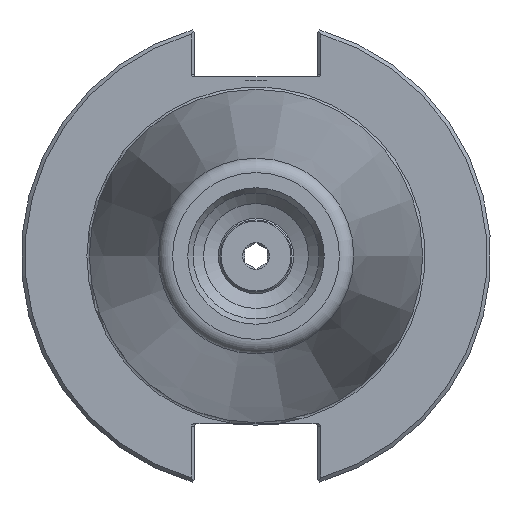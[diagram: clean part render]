
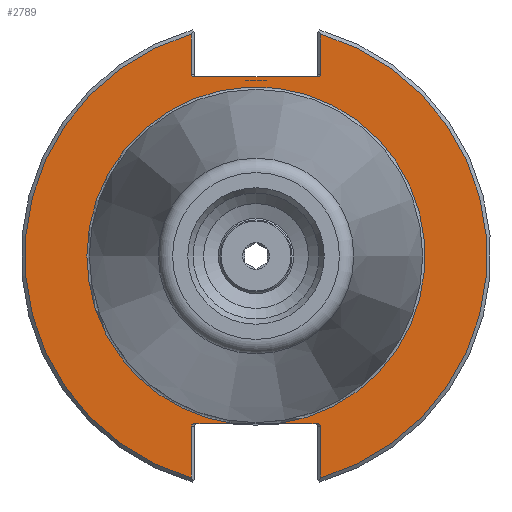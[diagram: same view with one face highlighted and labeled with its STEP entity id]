
A CAD part, left-side view. The second image highlights one B-rep face of the part: STEP entity #2789.
In plain terms, the highlighted planar face has unit normal (-1, 0, 0).
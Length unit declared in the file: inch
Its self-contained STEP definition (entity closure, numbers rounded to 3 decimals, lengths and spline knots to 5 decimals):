
#153=ELLIPSE('',#3000,0.02828,0.02);
#154=ELLIPSE('',#3002,0.02828,0.02);
#155=ELLIPSE('',#3003,0.02828,0.02);
#156=ELLIPSE('',#3005,0.02828,0.02);
#172=LINE('',#4140,#316);
#173=LINE('',#4144,#317);
#174=LINE('',#4148,#318);
#175=LINE('',#4152,#319);
#176=LINE('',#4156,#320);
#177=LINE('',#4160,#321);
#178=LINE('',#4163,#322);
#316=VECTOR('',#3363,0.32163);
#317=VECTOR('',#3366,0.42867);
#318=VECTOR('',#3369,0.33367);
#319=VECTOR('',#3372,1.00843);
#320=VECTOR('',#3375,0.33367);
#321=VECTOR('',#3378,0.42867);
#322=VECTOR('',#3381,0.32163);
#557=PLANE('',#2999);
#697=FACE_OUTER_BOUND('',#895,.T.);
#895=EDGE_LOOP('',(#1927,#1928,#1929,#1930,#1931,#1932,#1933,#1934,#1935,
#1936,#1937,#1938,#1939,#1940));
#1115=CIRCLE('',#2997,1.395);
#1117=CIRCLE('',#3001,1.9075);
#1118=CIRCLE('',#3004,1.9075);
#1239=VERTEX_POINT('',#4122);
#1240=VERTEX_POINT('',#4123);
#1242=VERTEX_POINT('',#4139);
#1243=VERTEX_POINT('',#4141);
#1244=VERTEX_POINT('',#4143);
#1245=VERTEX_POINT('',#4145);
#1246=VERTEX_POINT('',#4147);
#1247=VERTEX_POINT('',#4149);
#1248=VERTEX_POINT('',#4151);
#1249=VERTEX_POINT('',#4153);
#1250=VERTEX_POINT('',#4155);
#1251=VERTEX_POINT('',#4157);
#1252=VERTEX_POINT('',#4159);
#1253=VERTEX_POINT('',#4161);
#1512=EDGE_CURVE('',#1239,#1240,#1115,.T.);
#1514=EDGE_CURVE('',#1242,#1239,#172,.T.);
#1515=EDGE_CURVE('',#1243,#1242,#153,.T.);
#1516=EDGE_CURVE('',#1244,#1243,#173,.T.);
#1517=EDGE_CURVE('',#1245,#1244,#1117,.T.);
#1518=EDGE_CURVE('',#1246,#1245,#174,.T.);
#1519=EDGE_CURVE('',#1247,#1246,#154,.T.);
#1520=EDGE_CURVE('',#1248,#1247,#175,.T.);
#1521=EDGE_CURVE('',#1249,#1248,#155,.T.);
#1522=EDGE_CURVE('',#1250,#1249,#176,.T.);
#1523=EDGE_CURVE('',#1251,#1250,#1118,.T.);
#1524=EDGE_CURVE('',#1252,#1251,#177,.T.);
#1525=EDGE_CURVE('',#1253,#1252,#156,.T.);
#1526=EDGE_CURVE('',#1240,#1253,#178,.T.);
#1927=ORIENTED_EDGE('',*,*,#1512,.F.);
#1928=ORIENTED_EDGE('',*,*,#1514,.F.);
#1929=ORIENTED_EDGE('',*,*,#1515,.F.);
#1930=ORIENTED_EDGE('',*,*,#1516,.F.);
#1931=ORIENTED_EDGE('',*,*,#1517,.F.);
#1932=ORIENTED_EDGE('',*,*,#1518,.F.);
#1933=ORIENTED_EDGE('',*,*,#1519,.F.);
#1934=ORIENTED_EDGE('',*,*,#1520,.F.);
#1935=ORIENTED_EDGE('',*,*,#1521,.F.);
#1936=ORIENTED_EDGE('',*,*,#1522,.F.);
#1937=ORIENTED_EDGE('',*,*,#1523,.F.);
#1938=ORIENTED_EDGE('',*,*,#1524,.F.);
#1939=ORIENTED_EDGE('',*,*,#1525,.F.);
#1940=ORIENTED_EDGE('',*,*,#1526,.F.);
#2789=ADVANCED_FACE('',(#697),#557,.T.);
#2997=AXIS2_PLACEMENT_3D('',#4135,#3357,#3358);
#2999=AXIS2_PLACEMENT_3D('',#4138,#3361,#3362);
#3000=AXIS2_PLACEMENT_3D('',#4142,#3364,#3365);
#3001=AXIS2_PLACEMENT_3D('',#4146,#3367,#3368);
#3002=AXIS2_PLACEMENT_3D('',#4150,#3370,#3371);
#3003=AXIS2_PLACEMENT_3D('',#4154,#3373,#3374);
#3004=AXIS2_PLACEMENT_3D('',#4158,#3376,#3377);
#3005=AXIS2_PLACEMENT_3D('',#4162,#3379,#3380);
#3357=DIRECTION('center_axis',(-1.,0.,0.));
#3358=DIRECTION('ref_axis',(0.,-1.,0.));
#3361=DIRECTION('center_axis',(-1.,0.,0.));
#3362=DIRECTION('ref_axis',(0.,0.,1.));
#3363=DIRECTION('',(0.,1.,0.));
#3364=DIRECTION('center_axis',(-1.,0.,0.));
#3365=DIRECTION('ref_axis',(0.,-1.,0.));
#3366=DIRECTION('',(0.,0.,1.));
#3367=DIRECTION('center_axis',(1.,0.,0.));
#3368=DIRECTION('ref_axis',(0.,-1.,0.));
#3369=DIRECTION('',(0.,0.,1.));
#3370=DIRECTION('center_axis',(-1.,0.,0.));
#3371=DIRECTION('ref_axis',(0.,-1.,0.));
#3372=DIRECTION('',(0.,-1.,0.));
#3373=DIRECTION('center_axis',(-1.,0.,0.));
#3374=DIRECTION('ref_axis',(0.,1.,0.));
#3375=DIRECTION('',(0.,0.,-1.));
#3376=DIRECTION('center_axis',(1.,0.,0.));
#3377=DIRECTION('ref_axis',(0.,1.,0.));
#3378=DIRECTION('',(0.,0.,-1.));
#3379=DIRECTION('center_axis',(-1.,0.,0.));
#3380=DIRECTION('ref_axis',(0.,1.,0.));
#3381=DIRECTION('',(0.,1.,0.));
#4122=CARTESIAN_POINT('',(0.125,-0.18258,-1.383));
#4123=CARTESIAN_POINT('',(0.125,0.18258,-1.383));
#4135=CARTESIAN_POINT('Origin',(0.125,0.,0.));
#4138=CARTESIAN_POINT('Origin',(0.125,1.65625,0.));
#4139=CARTESIAN_POINT('',(0.125,-0.50422,-1.383));
#4140=CARTESIAN_POINT('',(0.125,0.82813,-1.383));
#4141=CARTESIAN_POINT('',(0.125,-0.5325,-1.403));
#4142=CARTESIAN_POINT('Origin',(0.125,-0.50422,-1.403));
#4143=CARTESIAN_POINT('',(0.125,-0.5325,-1.83167));
#4144=CARTESIAN_POINT('',(0.125,-0.5325,-0.6915));
#4145=CARTESIAN_POINT('',(0.125,-0.5325,1.83167));
#4146=CARTESIAN_POINT('Origin',(0.125,0.,0.));
#4147=CARTESIAN_POINT('',(0.125,-0.5325,1.498));
#4148=CARTESIAN_POINT('',(0.125,-0.5325,0.739));
#4149=CARTESIAN_POINT('',(0.125,-0.50422,1.478));
#4150=CARTESIAN_POINT('Origin',(0.125,-0.50422,1.498));
#4151=CARTESIAN_POINT('',(0.125,0.50422,1.478));
#4152=CARTESIAN_POINT('',(0.125,0.82813,1.478));
#4153=CARTESIAN_POINT('',(0.125,0.5325,1.498));
#4154=CARTESIAN_POINT('Origin',(0.125,0.50422,1.498));
#4155=CARTESIAN_POINT('',(0.125,0.5325,1.83167));
#4156=CARTESIAN_POINT('',(0.125,0.5325,0.739));
#4157=CARTESIAN_POINT('',(0.125,0.5325,-1.83167));
#4158=CARTESIAN_POINT('Origin',(0.125,0.,0.));
#4159=CARTESIAN_POINT('',(0.125,0.5325,-1.403));
#4160=CARTESIAN_POINT('',(0.125,0.5325,-0.6915));
#4161=CARTESIAN_POINT('',(0.125,0.50422,-1.383));
#4162=CARTESIAN_POINT('Origin',(0.125,0.50422,-1.403));
#4163=CARTESIAN_POINT('',(0.125,0.82813,-1.383));
